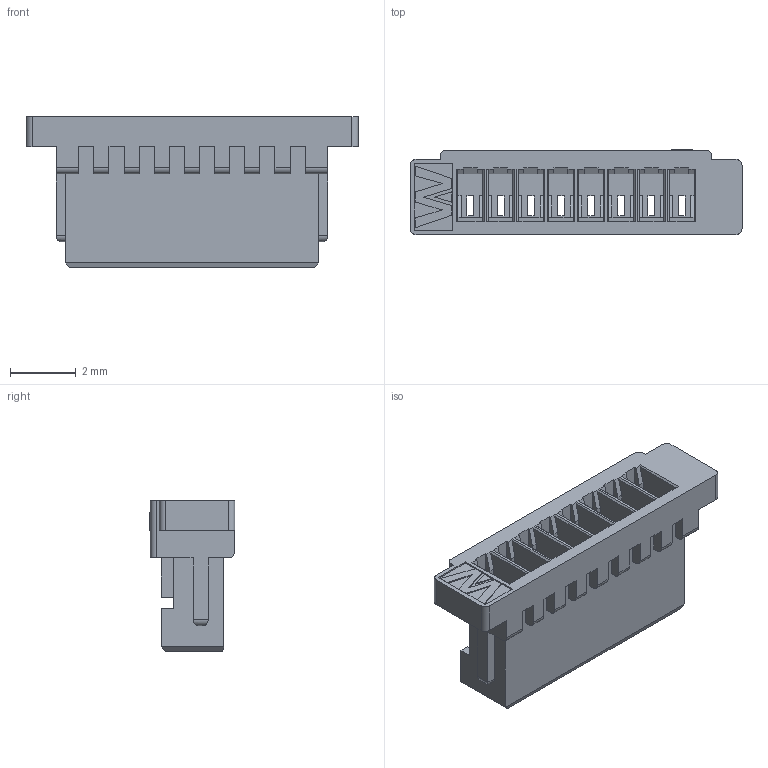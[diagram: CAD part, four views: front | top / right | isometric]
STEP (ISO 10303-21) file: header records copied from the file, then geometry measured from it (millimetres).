
FILE_DESCRIPTION( ('This file contains a STEP AP42 implementation' ,'as created by ZW3D STEP Interface translator.') ,'2;1' );
FILE_NAME( 'WF1001-H08W01.stp' ,'231228.143142', (''), ('ZWCAD Software Co.'), 'Version 1.0', 'ZW3D to STEP translator', '' );
FILE_SCHEMA(('AUTOMOTIVE_DESIGN { 1 0 10303 214 1 1 1 1 }'));
Length unit declared in the file: millimetre
Products named in the file (2): 0; WF1001-H08W01
Bounding box: 10.14 x 2.61 x 4.61 mm (x, y, z)
Volume: 44 mm3; surface area: 309.3 mm2
Topology: 1 solids, 1 shells, 458 faces, 1308 edges, 848 vertices
Faces by surface type: plane 437, cylinder 21
Entity records: 15102 total; most frequent: CARTESIAN_POINT 2627, ORIENTED_EDGE 2616, DIRECTION 2256, EDGE_CURVE 1308, VECTOR 1270, LINE 1270, VERTEX_POINT 848, AXIS2_PLACEMENT_3D 493
